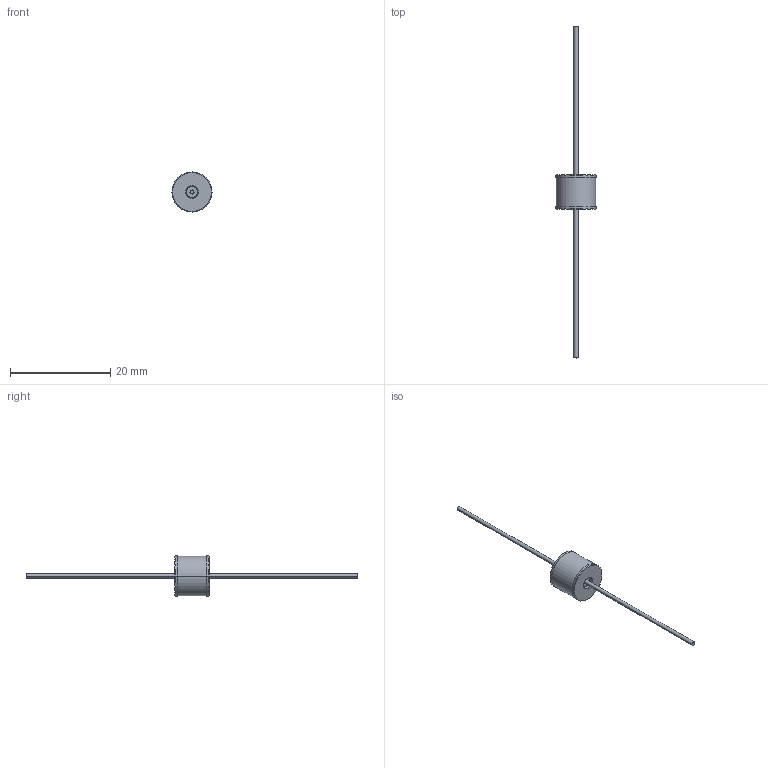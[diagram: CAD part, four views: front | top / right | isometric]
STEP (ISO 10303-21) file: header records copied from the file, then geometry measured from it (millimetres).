
FILE_DESCRIPTION (( 'STEP AP214' ), '1' );
FILE_NAME ('GDT28H_TT.STEP', '2022-08-02T13:56:34', ( '' ), ( '' ), 'SwSTEP 2.0', 'SolidWorks 2021', '' );
FILE_SCHEMA (( 'AUTOMOTIVE_DESIGN' ));
Length unit declared in the file: millimetre
Products named in the file (1): GDT28H_TT
Bounding box: 8 x 66.3 x 8 mm (x, y, z)
Volume: 357.8 mm3; surface area: 434.4 mm2
Topology: 1 solids, 1 shells, 30 faces, 58 edges, 36 vertices
Faces by surface type: cylinder 14, torus 8, plane 8
Entity records: 838 total; most frequent: DIRECTION 164, CARTESIAN_POINT 125, ORIENTED_EDGE 116, AXIS2_PLACEMENT_3D 75, EDGE_CURVE 58, CIRCLE 44, EDGE_LOOP 36, VERTEX_POINT 36
